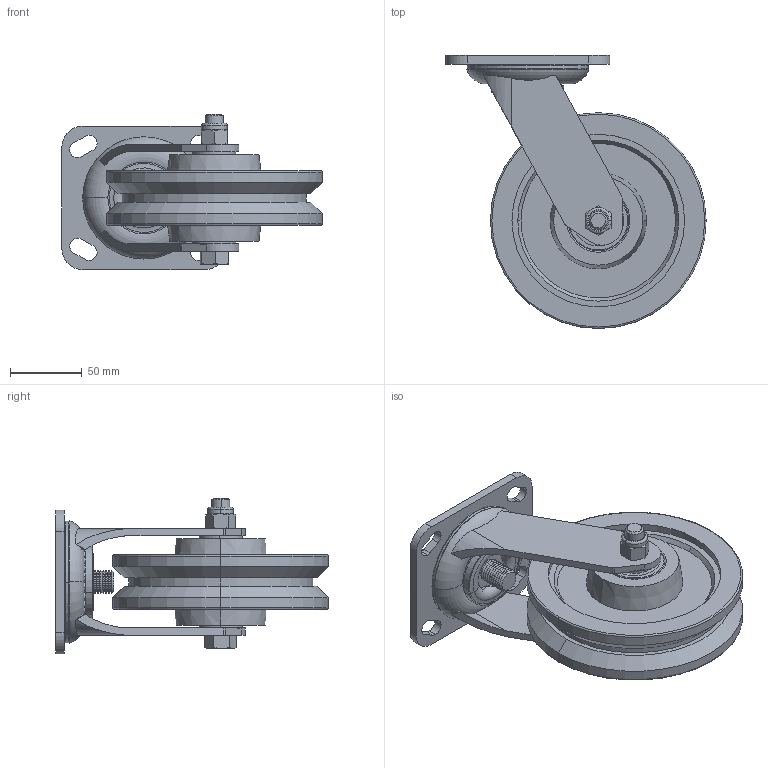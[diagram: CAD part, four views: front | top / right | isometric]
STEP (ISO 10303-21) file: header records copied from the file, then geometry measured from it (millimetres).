
FILE_DESCRIPTION (( 'STEP AP203' ), '1' );
FILE_NAME ('S6696.STEP', '2020-02-24T07:10:39', ( '' ), ( '' ), 'SwSTEP 2.0', 'SolidWorks 2013', '' );
FILE_SCHEMA (( 'CONFIG_CONTROL_DESIGN' ));
Length unit declared in the file: millimetre
Products named in the file (1): S6696
Bounding box: 181 x 189.77 x 108.25 mm (x, y, z)
Volume: 716552.9 mm3; surface area: 188199.8 mm2
Topology: 54 solids, 54 shells, 701 faces, 2026 edges, 1289 vertices
Faces by surface type: cylinder 160, torus 153, plane 128, cone 128, sphere 120, bspline 12
Entity records: 23971 total; most frequent: CARTESIAN_POINT 7102, DIRECTION 3622, ORIENTED_EDGE 3500, EDGE_CURVE 1750, AXIS2_PLACEMENT_3D 1613, VERTEX_POINT 1133, CIRCLE 923, EDGE_LOOP 769
